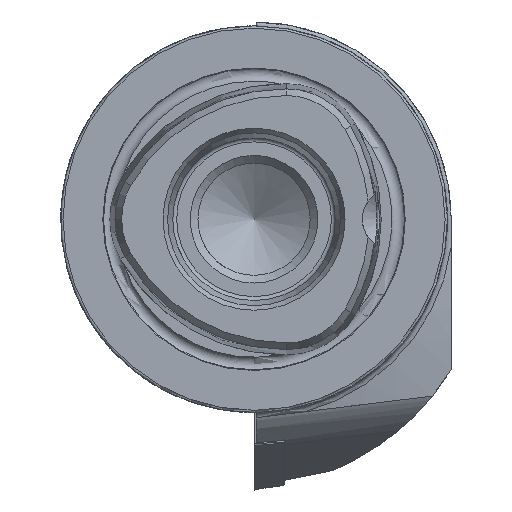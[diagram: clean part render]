
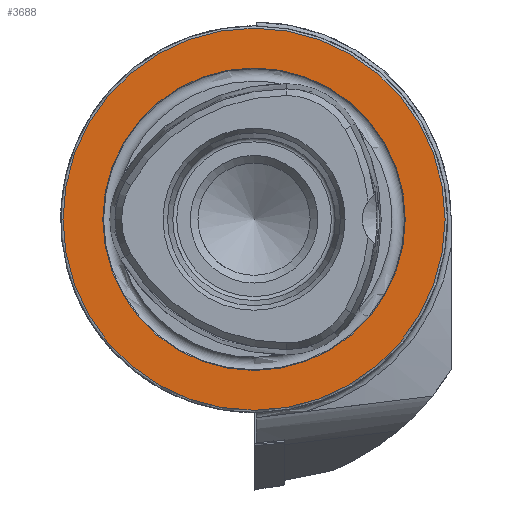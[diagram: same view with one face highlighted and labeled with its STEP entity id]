
A CAD part, left-side view. The second image highlights one B-rep face of the part: STEP entity #3688.
In plain terms, the highlighted planar face has unit normal (-1, 0, 0).
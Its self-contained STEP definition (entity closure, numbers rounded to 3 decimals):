
#226 = EDGE_LOOP ( 'NONE', ( #1536 ) ) ;
#394 = CARTESIAN_POINT ( 'NONE',  ( 0., 0., 0. ) ) ;
#439 = AXIS2_PLACEMENT_3D ( 'NONE', #1112, #3674, #619 ) ;
#493 = DIRECTION ( 'NONE',  ( 0., 0., 1. ) ) ;
#619 = DIRECTION ( 'NONE',  ( 0., 0., -1. ) ) ;
#1112 = CARTESIAN_POINT ( 'NONE',  ( 0., 19.55, 0. ) ) ;
#1536 = ORIENTED_EDGE ( 'NONE', *, *, #2195, .F. ) ;
#1656 = PLANE ( 'NONE',  #439 ) ;
#1673 = FACE_OUTER_BOUND ( 'NONE', #3367, .T. ) ;
#1799 = ORIENTED_EDGE ( 'NONE', *, *, #2936, .T. ) ;
#2195 = EDGE_CURVE ( 'NONE', #2944, #2944, #6120, .T. ) ;
#2408 = AXIS2_PLACEMENT_3D ( 'NONE', #394, #4621, #493 ) ;
#2588 = CARTESIAN_POINT ( 'NONE',  ( 0., 0., 0. ) ) ;
#2936 = EDGE_CURVE ( 'NONE', #6831, #6831, #4377, .T. ) ;
#2944 = VERTEX_POINT ( 'NONE', #5389 ) ;
#3367 = EDGE_LOOP ( 'NONE', ( #1799 ) ) ;
#3674 = DIRECTION ( 'NONE',  ( 1., 0., 0. ) ) ;
#3688 = ADVANCED_FACE ( 'NONE', ( #4189, #1673 ), #1656, .F. ) ;
#4189 = FACE_BOUND ( 'NONE', #226, .T. ) ;
#4287 = AXIS2_PLACEMENT_3D ( 'NONE', #2588, #5259, #5161 ) ;
#4377 = CIRCLE ( 'NONE', #4287, 24.7 ) ;
#4621 = DIRECTION ( 'NONE',  ( -1., 0., 0. ) ) ;
#5161 = DIRECTION ( 'NONE',  ( 0., 0., 1. ) ) ;
#5259 = DIRECTION ( 'NONE',  ( -1., 0., 0. ) ) ;
#5389 = CARTESIAN_POINT ( 'NONE',  ( 0., 0., 19.55 ) ) ;
#6120 = CIRCLE ( 'NONE', #2408, 19.55 ) ;
#6394 = CARTESIAN_POINT ( 'NONE',  ( 0., 0., 24.7 ) ) ;
#6831 = VERTEX_POINT ( 'NONE', #6394 ) ;
